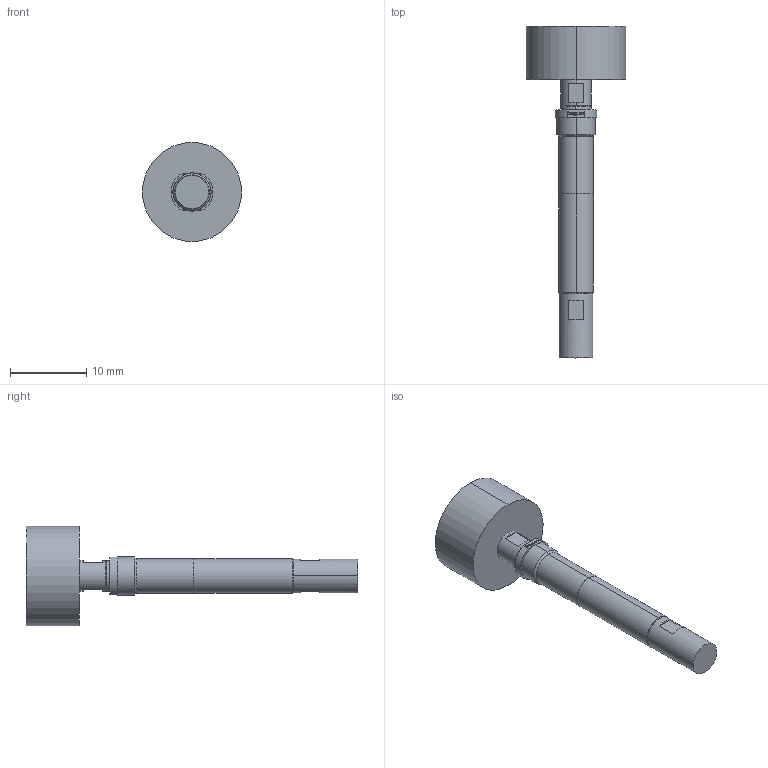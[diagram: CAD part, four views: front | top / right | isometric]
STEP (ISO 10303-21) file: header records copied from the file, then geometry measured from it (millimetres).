
FILE_DESCRIPTION (( 'STEP AP203' ), '1' );
FILE_NAME ('INGUN_HFS-8x0_303_150_A_xx43_QN_M.STEP', '2021-10-19T09:17:39', ( 'ochi' ), ( '' ), 'SwSTEP 2.0', 'SolidWorks 2018', '' );
FILE_SCHEMA (( 'CONFIG_CONTROL_DESIGN' ));
Length unit declared in the file: millimetre
Products named in the file (1): INGUN_HFS-8x0_303_150_A_xx43_QN_M
Bounding box: 13 x 43.5 x 13 mm (x, y, z)
Volume: 905.3 mm3; surface area: 1311.2 mm2
Topology: 1 solids, 1 shells, 132 faces, 312 edges, 199 vertices
Faces by surface type: plane 67, cylinder 29, bspline 22, cone 10, torus 4
Entity records: 4224 total; most frequent: CARTESIAN_POINT 1254, ORIENTED_EDGE 620, DIRECTION 540, EDGE_CURVE 310, VERTEX_POINT 199, AXIS2_PLACEMENT_3D 196, EDGE_LOOP 151, VECTOR 148
